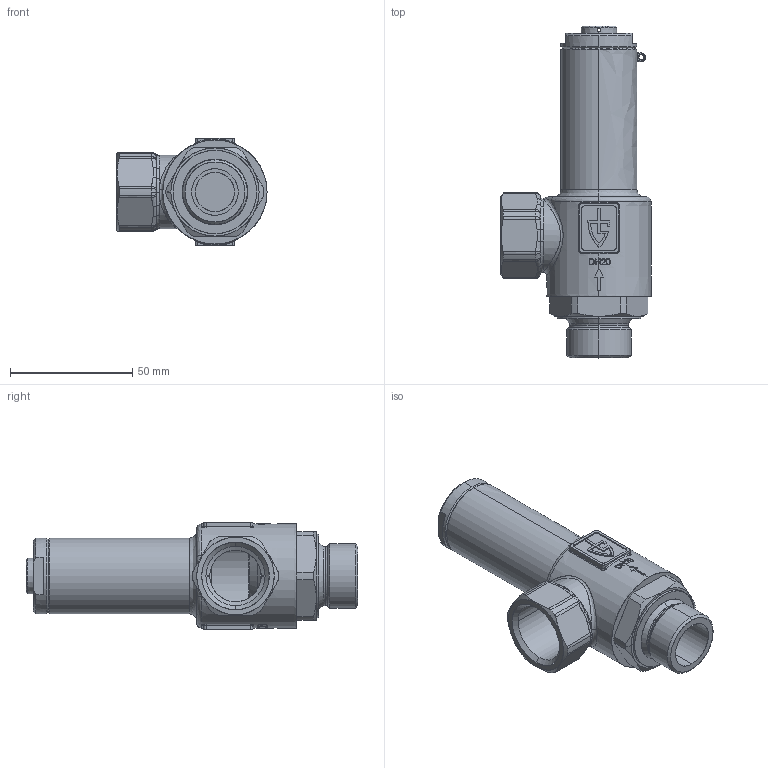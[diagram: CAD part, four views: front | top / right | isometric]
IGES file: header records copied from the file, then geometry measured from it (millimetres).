
Start section: SolidWorks IGES file using analytic representation for surfaces
Global section: file name: 417tGFO-20-m+f-20+20 Dummy.IGS; native system: SolidWorks 2013; preprocessor: SolidWorks 2013; author: Blankenhorn; date: 130130.145327; units: millimetre
Bounding box: 61.25 x 135.5 x 44 mm (x, y, z)
Surface area: 37706.6 mm2 (no closed solid volume)
Topology: 0 solids, 0 shells, 537 faces, 6893 edges, 6893 vertices
Faces by surface type: bspline 338, revolution 199
